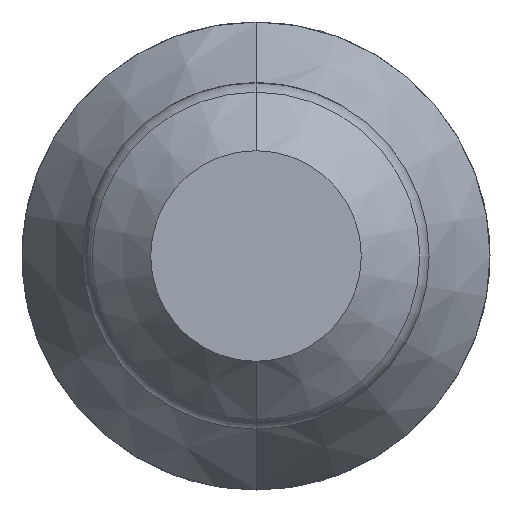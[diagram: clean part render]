
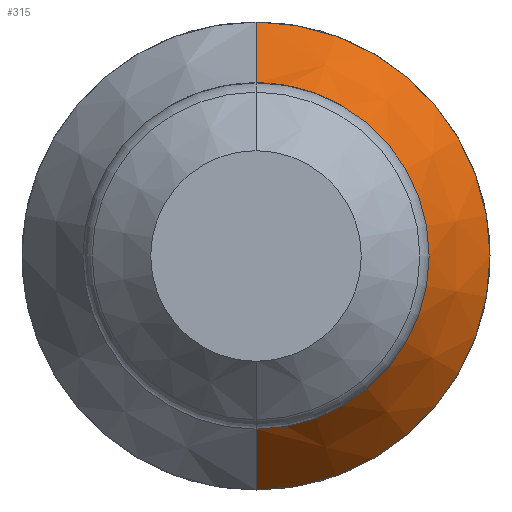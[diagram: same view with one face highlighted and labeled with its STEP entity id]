
A CAD part, front view. The second image highlights one B-rep face of the part: STEP entity #315.
In plain terms, the highlighted conical face has half-angle 30 degrees and reference radius 0.74 mm.
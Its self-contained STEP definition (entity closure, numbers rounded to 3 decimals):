
#25 = CIRCLE ( 'NONE', #3461, 0.74 ) ;
#108 = DIRECTION ( 'NONE',  ( 0., 0., 1. ) ) ;
#154 = ORIENTED_EDGE ( 'NONE', *, *, #1337, .F. ) ;
#286 = VECTOR ( 'NONE', #1076, 1000. ) ;
#315 = ADVANCED_FACE ( 'Defeature ausgef�hrt1_2', ( #3311 ), #1159, .T. ) ;
#411 = LINE ( 'NONE', #3566, #286 ) ;
#454 = CARTESIAN_POINT ( 'NONE',  ( 0., -2.25, 0. ) ) ;
#506 = CARTESIAN_POINT ( 'NONE',  ( 0., -1.8, 1. ) ) ;
#686 = VERTEX_POINT ( 'NONE', #4101 ) ;
#880 = AXIS2_PLACEMENT_3D ( 'NONE', #2705, #2309, #1919 ) ;
#980 = CARTESIAN_POINT ( 'NONE',  ( 0., -2.25, 0. ) ) ;
#1076 = DIRECTION ( 'NONE',  ( 0., 0.866, -0.5 ) ) ;
#1159 = CONICAL_SURFACE ( 'NONE', #4400, 0.74, 0.524 ) ;
#1234 = ORIENTED_EDGE ( 'NONE', *, *, #2514, .T. ) ;
#1307 = DIRECTION ( 'NONE',  ( 0., 1., 0. ) ) ;
#1337 = EDGE_CURVE ( 'Defeature ausgef�hrt1_0+Defeature ausgef�hrt1_2+Defeature ausgef�hrt1_2+Defeature ausgef�hrt1_2', #2211, #686, #2524, .T. ) ;
#1551 = VERTEX_POINT ( 'NONE', #3273 ) ;
#1611 = CARTESIAN_POINT ( 'NONE',  ( 0., -2.25, -0.74 ) ) ;
#1919 = DIRECTION ( 'NONE',  ( 0., 0., 1. ) ) ;
#2003 = DIRECTION ( 'NONE',  ( 0., 0.866, 0.5 ) ) ;
#2209 = ORIENTED_EDGE ( 'NONE', *, *, #4034, .T. ) ;
#2211 = VERTEX_POINT ( 'NONE', #506 ) ;
#2309 = DIRECTION ( 'NONE',  ( 0., 1., 0. ) ) ;
#2367 = CARTESIAN_POINT ( 'NONE',  ( 0., -2.25, 0.74 ) ) ;
#2514 = EDGE_CURVE ( 'NONE', #4093, #686, #411, .T. ) ;
#2524 = CIRCLE ( 'NONE', #880, 1. ) ;
#2705 = CARTESIAN_POINT ( 'NONE',  ( 0., -1.8, 0. ) ) ;
#3273 = CARTESIAN_POINT ( 'NONE',  ( 0., -2.25, 0.74 ) ) ;
#3311 = FACE_OUTER_BOUND ( 'NONE', #5117, .T. ) ;
#3461 = AXIS2_PLACEMENT_3D ( 'NONE', #980, #4623, #3816 ) ;
#3566 = CARTESIAN_POINT ( 'NONE',  ( 0., -2.25, -0.74 ) ) ;
#3816 = DIRECTION ( 'NONE',  ( 0., 0., 1. ) ) ;
#3942 = LINE ( 'NONE', #2367, #4898 ) ;
#4034 = EDGE_CURVE ( 'Defeature ausgef�hrt1_2+Defeature ausgef�hrt1_3+Defeature ausgef�hrt1_3+Defeature ausgef�hrt1_3', #1551, #4093, #25, .T. ) ;
#4093 = VERTEX_POINT ( 'NONE', #1611 ) ;
#4101 = CARTESIAN_POINT ( 'NONE',  ( 0., -1.8, -1. ) ) ;
#4146 = EDGE_CURVE ( 'NONE', #1551, #2211, #3942, .T. ) ;
#4400 = AXIS2_PLACEMENT_3D ( 'NONE', #454, #1307, #108 ) ;
#4623 = DIRECTION ( 'NONE',  ( 0., 1., 0. ) ) ;
#4627 = ORIENTED_EDGE ( 'NONE', *, *, #4146, .F. ) ;
#4898 = VECTOR ( 'NONE', #2003, 1000. ) ;
#5117 = EDGE_LOOP ( 'NONE', ( #2209, #1234, #154, #4627 ) ) ;
